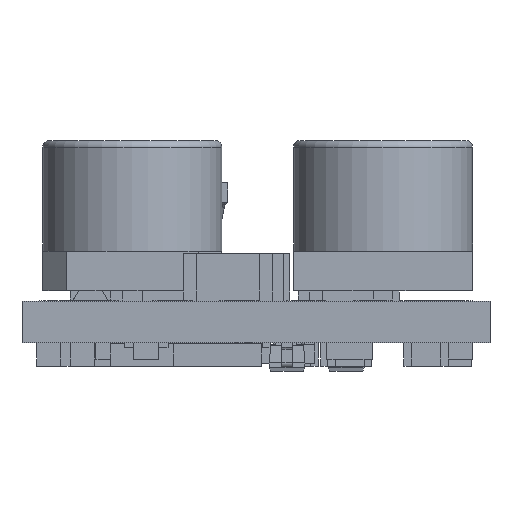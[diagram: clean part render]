
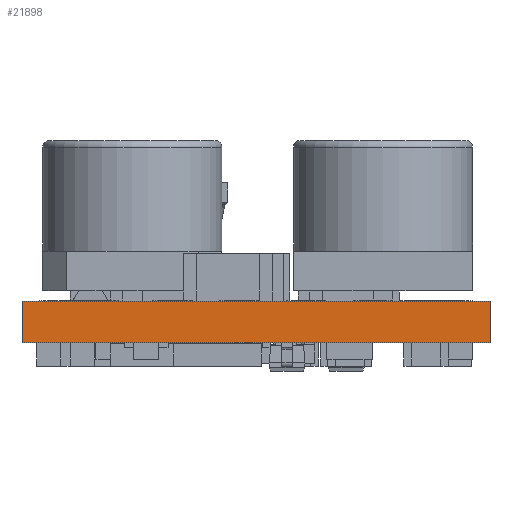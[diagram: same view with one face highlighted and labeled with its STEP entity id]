
A CAD part, front view. The second image highlights one B-rep face of the part: STEP entity #21898.
In plain terms, the highlighted planar face has unit normal (0, -1, 0).
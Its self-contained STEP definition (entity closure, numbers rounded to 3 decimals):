
#687=PLANE('',#23105);
#1605=LINE('',#29242,#4146);
#1930=LINE('',#29944,#4471);
#2160=LINE('',#31700,#4701);
#2162=LINE('',#31703,#4703);
#4146=VECTOR('',#24313,1000.);
#4471=VECTOR('',#24690,1000.);
#4701=VECTOR('',#24930,1000.);
#4703=VECTOR('',#24934,1000.);
#6757=FACE_OUTER_BOUND('',#8015,.T.);
#8015=EDGE_LOOP('',(#15246,#15247,#15248,#15249));
#9374=VERTEX_POINT('',#29236);
#9376=VERTEX_POINT('',#29240);
#9726=VERTEX_POINT('',#29941);
#9727=VERTEX_POINT('',#29943);
#11406=EDGE_CURVE('',#9374,#9376,#1605,.T.);
#11756=EDGE_CURVE('',#9726,#9727,#1930,.T.);
#12100=EDGE_CURVE('',#9726,#9374,#2160,.T.);
#12102=EDGE_CURVE('',#9727,#9376,#2162,.T.);
#15246=ORIENTED_EDGE('',*,*,#11406,.T.);
#15247=ORIENTED_EDGE('',*,*,#12102,.F.);
#15248=ORIENTED_EDGE('',*,*,#11756,.F.);
#15249=ORIENTED_EDGE('',*,*,#12100,.T.);
#21898=ADVANCED_FACE('',(#6757),#687,.F.);
#23105=AXIS2_PLACEMENT_3D('',#31702,#24932,#24933);
#24313=DIRECTION('',(1.,0.,0.));
#24690=DIRECTION('',(1.,0.,0.));
#24930=DIRECTION('',(0.,0.,-1.));
#24932=DIRECTION('center_axis',(0.,1.,0.));
#24933=DIRECTION('ref_axis',(0.,0.,1.));
#24934=DIRECTION('',(0.,0.,-1.));
#29236=CARTESIAN_POINT('',(0.,0.,0.));
#29240=CARTESIAN_POINT('',(17.78,0.,0.));
#29242=CARTESIAN_POINT('',(0.,0.,0.));
#29941=CARTESIAN_POINT('',(0.,0.,1.575));
#29943=CARTESIAN_POINT('',(17.78,0.,1.575));
#29944=CARTESIAN_POINT('',(0.,0.,1.575));
#31700=CARTESIAN_POINT('',(0.,0.,1.575));
#31702=CARTESIAN_POINT('Origin',(0.,0.,1.575));
#31703=CARTESIAN_POINT('',(17.78,0.,1.575));
